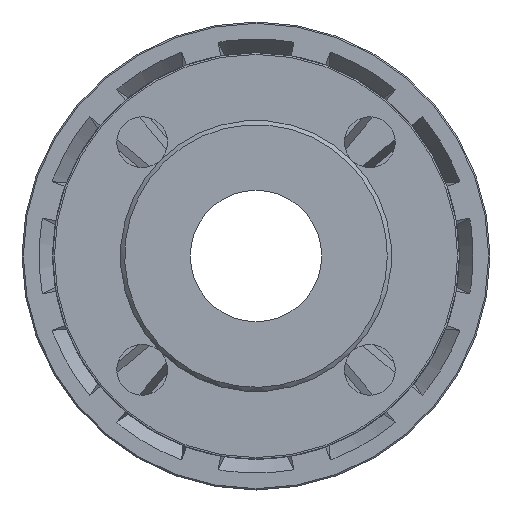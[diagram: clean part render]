
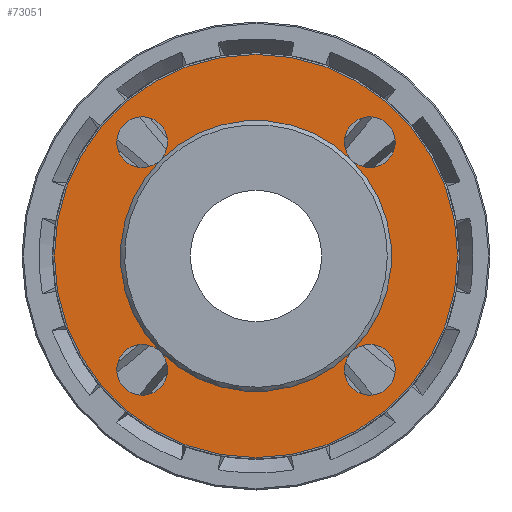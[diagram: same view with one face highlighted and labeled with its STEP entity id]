
A CAD part, front view. The second image highlights one B-rep face of the part: STEP entity #73051.
In plain terms, the highlighted free-form (B-spline) face has degree [1, 1] with [2, 2] control points.
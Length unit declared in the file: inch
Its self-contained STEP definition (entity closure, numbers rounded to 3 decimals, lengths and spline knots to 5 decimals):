
#72735=CARTESIAN_POINT('',(58.50229,-57.52886,27.72404));
#72736=VERTEX_POINT('',#72735);
#72737=CARTESIAN_POINT('',(58.76745,-57.79403,27.72404));
#72738=DIRECTION('',(0.,0.,1.0));
#72739=DIRECTION('',(0.707,-0.707,0.));
#72740=AXIS2_PLACEMENT_3D('',#72737,#72738,#72739);
#72741=CIRCLE('',#72740,0.375);
#72742=EDGE_CURVE('',#72736,#72736,#72741,.T.);
#72752=CARTESIAN_POINT('',(55.67386,-57.52886,27.72404));
#72753=VERTEX_POINT('',#72752);
#72754=CARTESIAN_POINT('',(55.4087,-57.79403,27.72404));
#72755=DIRECTION('',(0.,0.,-1.0));
#72756=DIRECTION('',(0.707,-0.707,0.));
#72757=AXIS2_PLACEMENT_3D('',#72754,#72755,#72756);
#72758=CIRCLE('',#72757,0.375);
#72759=EDGE_CURVE('',#72753,#72753,#72758,.T.);
#72893=CARTESIAN_POINT('',(60.06308,-56.11465,27.72404));
#72894=VERTEX_POINT('',#72893);
#72895=CARTESIAN_POINT('',(57.08808,-56.11465,27.72404));
#72896=DIRECTION('',(0.0,0.0,1.0));
#72897=DIRECTION('',(0.0,1.0,0.0));
#72898=AXIS2_PLACEMENT_3D('',#72895,#72896,#72897);
#72899=CIRCLE('',#72898,2.975);
#72900=EDGE_CURVE('',#72894,#72894,#72899,.T.);
#72986=CARTESIAN_POINT('',(58.50229,-54.70044,27.72404));
#72987=VERTEX_POINT('',#72986);
#72988=CARTESIAN_POINT('',(57.08808,-56.11465,27.72404));
#72989=DIRECTION('',(0.,0.,1.0));
#72990=DIRECTION('',(-0.707,-0.707,0.));
#72991=AXIS2_PLACEMENT_3D('',#72988,#72989,#72990);
#72992=CIRCLE('',#72991,2.);
#72993=EDGE_CURVE('',#72736,#72987,#72992,.T.);
#72995=CARTESIAN_POINT('',(55.67386,-54.70044,27.72404));
#72996=VERTEX_POINT('',#72995);
#72997=CARTESIAN_POINT('',(57.08808,-56.11465,27.72404));
#72998=DIRECTION('',(0.,0.,1.0));
#72999=DIRECTION('',(-0.707,-0.707,0.));
#73000=AXIS2_PLACEMENT_3D('',#72997,#72998,#72999);
#73001=CIRCLE('',#73000,2.);
#73002=EDGE_CURVE('',#72987,#72996,#73001,.T.);
#73004=CARTESIAN_POINT('',(57.08808,-56.11465,27.72404));
#73005=DIRECTION('',(0.,0.,-1.0));
#73006=DIRECTION('',(-0.707,0.707,0.));
#73007=AXIS2_PLACEMENT_3D('',#73004,#73005,#73006);
#73008=CIRCLE('',#73007,2.);
#73009=EDGE_CURVE('',#72753,#72996,#73008,.T.);
#73011=CARTESIAN_POINT('',(57.08808,-56.11465,27.72404));
#73012=DIRECTION('',(0.,0.,-1.0));
#73013=DIRECTION('',(-0.707,0.707,0.));
#73014=AXIS2_PLACEMENT_3D('',#73011,#73012,#73013);
#73015=CIRCLE('',#73014,2.);
#73016=EDGE_CURVE('',#72736,#72753,#73015,.T.);
#73021=CARTESIAN_POINT('',(57.08808,-50.16465,27.72404));
#73022=CARTESIAN_POINT('',(51.13808,-56.11465,27.72404));
#73023=CARTESIAN_POINT('',(63.03808,-56.11465,27.72404));
#73024=CARTESIAN_POINT('',(57.08808,-62.06465,27.72404));
#73025=B_SPLINE_SURFACE_WITH_KNOTS('',1,1,((#73021,#73023),(#73022,#73024)),.UNSPECIFIED.,.F.,.F.,.U.,(2,2),(2,2),(0.0,8.41457),(0.0,8.41457),.UNSPECIFIED.);
#73026=ORIENTED_EDGE('',*,*,#72900,.T.);
#73027=EDGE_LOOP('',(#73026));
#73028=FACE_OUTER_BOUND('',#73027,.T.);
#73029=ORIENTED_EDGE('',*,*,#72993,.F.);
#73030=ORIENTED_EDGE('',*,*,#72742,.F.);
#73031=ORIENTED_EDGE('',*,*,#73016,.T.);
#73032=ORIENTED_EDGE('',*,*,#72759,.T.);
#73033=ORIENTED_EDGE('',*,*,#73009,.T.);
#73034=CARTESIAN_POINT('',(55.4087,-54.43527,27.72404));
#73035=DIRECTION('',(0.,0.,1.0));
#73036=DIRECTION('',(0.707,0.707,0.));
#73037=AXIS2_PLACEMENT_3D('',#73034,#73035,#73036);
#73038=CIRCLE('',#73037,0.375);
#73039=EDGE_CURVE('',#72996,#72996,#73038,.T.);
#73040=ORIENTED_EDGE('',*,*,#73039,.F.);
#73041=ORIENTED_EDGE('',*,*,#73002,.F.);
#73042=CARTESIAN_POINT('',(58.76745,-54.43527,27.72404));
#73043=DIRECTION('',(0.,0.,-1.0));
#73044=DIRECTION('',(0.707,0.707,0.));
#73045=AXIS2_PLACEMENT_3D('',#73042,#73043,#73044);
#73046=CIRCLE('',#73045,0.375);
#73047=EDGE_CURVE('',#72987,#72987,#73046,.T.);
#73048=ORIENTED_EDGE('',*,*,#73047,.T.);
#73049=EDGE_LOOP('',(#73029,#73030,#73031,#73032,#73033,#73040,#73041,#73048));
#73050=FACE_BOUND('',#73049,.T.);
#73051=ADVANCED_FACE('',(#73028,#73050),#73025,.T.);
